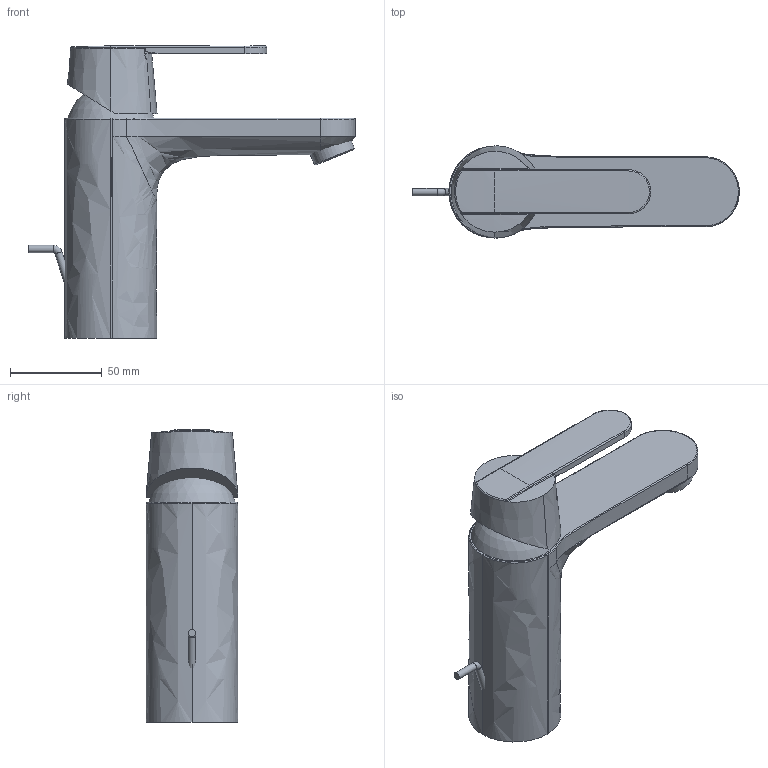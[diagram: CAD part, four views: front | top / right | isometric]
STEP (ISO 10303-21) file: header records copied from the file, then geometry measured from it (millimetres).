
FILE_DESCRIPTION(/* description */ ('Unknown'),/* implementation_level */ '2;1');
FILE_NAME(/* name */ '23454000',/* time_stamp */ '2022-09-01T05:28:29+02:00',/* author */ ('Unknown'),/* organization */ ('GROHE AG'),/* preprocessor_version */ 'ST-DEVELOPER v16.7',/* originating_system */ 'DEX',/* authorisation */ $);
FILE_SCHEMA (('AUTOMOTIVE_DESIGN {1 0 10303 214 3 1 1}'));
Length unit declared in the file: millimetre
Products named in the file (2): 23454000; id11
Assembly tree (1 placements, depth 2):
  23454000
    id11
Bounding box: 178.08 x 50.1 x 159.45 mm (x, y, z)
Surface area: 49635.3 mm2 (no closed solid volume)
Topology: 0 solids, 5 shells, 75 faces, 200 edges, 122 vertices
Faces by surface type: bspline 43, plane 13, cylinder 9, sphere 4, torus 4, cone 2
Full cylindrical faces by diameter (mm): 4 x2, 23.6 x1
Entity records: 4893 total; most frequent: CARTESIAN_POINT 3426, ORIENTED_EDGE 353, EDGE_CURVE 186, DIRECTION 157, B_SPLINE_CURVE_WITH_KNOTS 133, VERTEX_POINT 120, EDGE_LOOP 80, FACE_BOUND 80
